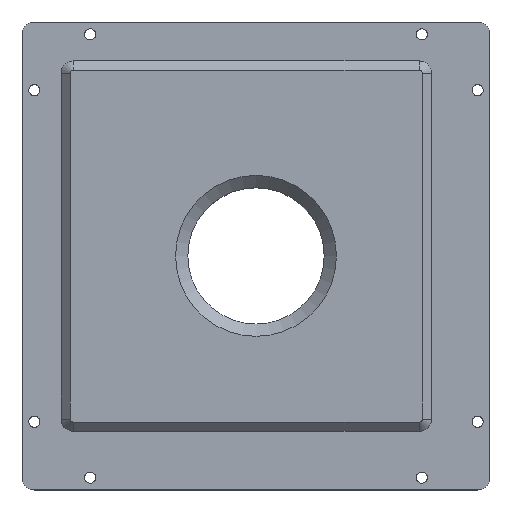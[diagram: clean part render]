
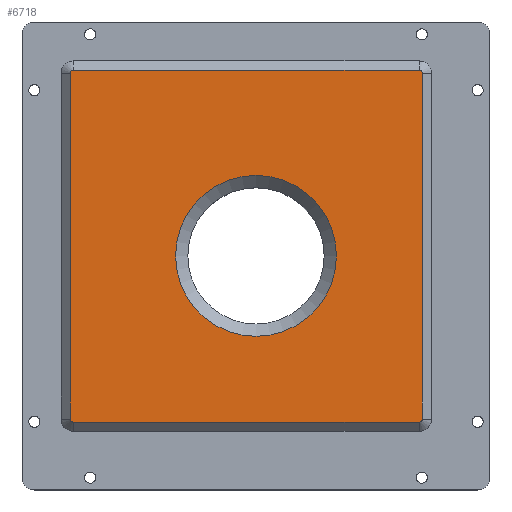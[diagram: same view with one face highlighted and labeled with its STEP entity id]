
A CAD part, top view. The second image highlights one B-rep face of the part: STEP entity #6718.
In plain terms, the highlighted planar face has unit normal (0, 0, 1).
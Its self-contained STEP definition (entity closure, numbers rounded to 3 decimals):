
#586=FACE_BOUND('',#1469,.T.);
#738=PLANE('',#6949);
#1075=FACE_OUTER_BOUND('',#1468,.T.);
#1468=EDGE_LOOP('',(#6142,#6143,#6144,#6145,#6146,#6147,#6148,#6149));
#1469=EDGE_LOOP('',(#6150));
#2046=LINE('',#13574,#2631);
#2047=LINE('',#13578,#2632);
#2048=LINE('',#13582,#2633);
#2049=LINE('',#13586,#2634);
#2631=VECTOR('',#7906,10.);
#2632=VECTOR('',#7909,10.);
#2633=VECTOR('',#7912,10.);
#2634=VECTOR('',#7915,10.);
#2715=CIRCLE('',#6945,13.1);
#2718=CIRCLE('',#6950,0.5);
#2719=CIRCLE('',#6951,0.5);
#2720=CIRCLE('',#6952,0.5);
#2721=CIRCLE('',#6953,0.5);
#3349=VERTEX_POINT('',#13562);
#3352=VERTEX_POINT('',#13572);
#3353=VERTEX_POINT('',#13573);
#3354=VERTEX_POINT('',#13575);
#3355=VERTEX_POINT('',#13577);
#3356=VERTEX_POINT('',#13579);
#3357=VERTEX_POINT('',#13581);
#3358=VERTEX_POINT('',#13583);
#3359=VERTEX_POINT('',#13585);
#4291=EDGE_CURVE('',#3349,#3349,#2715,.T.);
#4296=EDGE_CURVE('',#3352,#3353,#2046,.T.);
#4297=EDGE_CURVE('',#3354,#3352,#2718,.T.);
#4298=EDGE_CURVE('',#3355,#3354,#2047,.T.);
#4299=EDGE_CURVE('',#3356,#3355,#2719,.T.);
#4300=EDGE_CURVE('',#3357,#3356,#2048,.T.);
#4301=EDGE_CURVE('',#3358,#3357,#2720,.T.);
#4302=EDGE_CURVE('',#3359,#3358,#2049,.T.);
#4303=EDGE_CURVE('',#3353,#3359,#2721,.T.);
#6142=ORIENTED_EDGE('',*,*,#4296,.F.);
#6143=ORIENTED_EDGE('',*,*,#4297,.F.);
#6144=ORIENTED_EDGE('',*,*,#4298,.F.);
#6145=ORIENTED_EDGE('',*,*,#4299,.F.);
#6146=ORIENTED_EDGE('',*,*,#4300,.F.);
#6147=ORIENTED_EDGE('',*,*,#4301,.F.);
#6148=ORIENTED_EDGE('',*,*,#4302,.F.);
#6149=ORIENTED_EDGE('',*,*,#4303,.F.);
#6150=ORIENTED_EDGE('',*,*,#4291,.F.);
#6718=ADVANCED_FACE('',(#1075,#586),#738,.T.);
#6945=AXIS2_PLACEMENT_3D('',#13563,#7894,#7895);
#6949=AXIS2_PLACEMENT_3D('',#13571,#7904,#7905);
#6950=AXIS2_PLACEMENT_3D('',#13576,#7907,#7908);
#6951=AXIS2_PLACEMENT_3D('',#13580,#7910,#7911);
#6952=AXIS2_PLACEMENT_3D('',#13584,#7913,#7914);
#6953=AXIS2_PLACEMENT_3D('',#13587,#7916,#7917);
#7894=DIRECTION('center_axis',(0.,0.,1.));
#7895=DIRECTION('ref_axis',(1.,0.,0.));
#7904=DIRECTION('center_axis',(0.,0.,1.));
#7905=DIRECTION('ref_axis',(1.,0.,0.));
#7906=DIRECTION('',(1.,0.,0.));
#7907=DIRECTION('center_axis',(0.,0.,-1.));
#7908=DIRECTION('ref_axis',(-0.707,0.707,0.));
#7909=DIRECTION('',(0.,1.,0.));
#7910=DIRECTION('center_axis',(0.,0.,-1.));
#7911=DIRECTION('ref_axis',(-0.707,-0.707,0.));
#7912=DIRECTION('',(-1.,0.,0.));
#7913=DIRECTION('center_axis',(0.,0.,-1.));
#7914=DIRECTION('ref_axis',(0.707,-0.707,0.));
#7915=DIRECTION('',(0.,-1.,0.));
#7916=DIRECTION('center_axis',(0.,0.,-1.));
#7917=DIRECTION('ref_axis',(0.707,0.707,0.));
#13562=CARTESIAN_POINT('',(-12.512,-2.588,9.525));
#13563=CARTESIAN_POINT('Origin',(0.588,-2.588,9.525));
#13571=CARTESIAN_POINT('Origin',(-1.,-1.,9.525));
#13572=CARTESIAN_POINT('',(-29.162,27.663,9.525));
#13573=CARTESIAN_POINT('',(27.162,27.663,9.525));
#13574=CARTESIAN_POINT('',(14.081,27.663,9.525));
#13575=CARTESIAN_POINT('',(-29.662,27.163,9.525));
#13576=CARTESIAN_POINT('Origin',(-29.162,27.163,9.525));
#13577=CARTESIAN_POINT('',(-29.662,-29.162,9.525));
#13578=CARTESIAN_POINT('',(-29.662,14.081,9.525));
#13579=CARTESIAN_POINT('',(-29.162,-29.662,9.525));
#13580=CARTESIAN_POINT('Origin',(-29.162,-29.162,9.525));
#13581=CARTESIAN_POINT('',(27.162,-29.663,9.525));
#13582=CARTESIAN_POINT('',(-16.081,-29.662,9.525));
#13583=CARTESIAN_POINT('',(27.662,-29.163,9.525));
#13584=CARTESIAN_POINT('Origin',(27.162,-29.163,9.525));
#13585=CARTESIAN_POINT('',(27.662,27.163,9.525));
#13586=CARTESIAN_POINT('',(27.662,-16.081,9.525));
#13587=CARTESIAN_POINT('Origin',(27.162,27.163,9.525));
